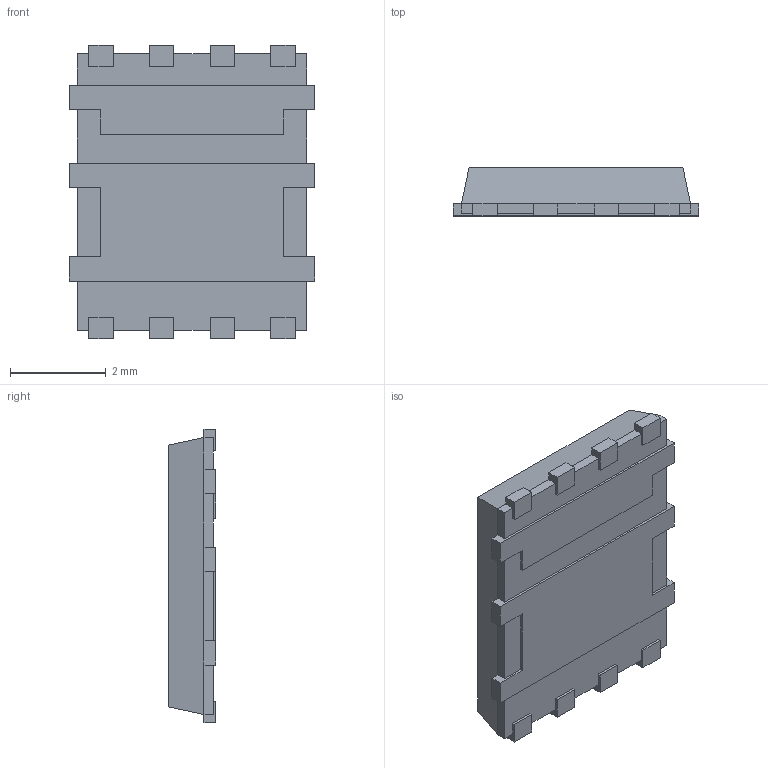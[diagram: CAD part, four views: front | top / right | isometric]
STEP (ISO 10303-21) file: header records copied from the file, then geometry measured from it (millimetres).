
FILE_DESCRIPTION (( 'STEP AP214' ), '1' );
FILE_NAME ('User Library-4902NF.STEP', '2021-01-11T06:42:35', ( '' ), ( '' ), 'SwSTEP 2.0', 'SolidWorks 2020', '' );
FILE_SCHEMA (( 'AUTOMOTIVE_DESIGN' ));
Length unit declared in the file: millimetre
Products named in the file (1): User Library-4902NF
Bounding box: 5.15 x 1 x 6.15 mm (x, y, z)
Volume: 26.3 mm3; surface area: 78.2 mm2
Topology: 1 solids, 1 shells, 237 faces, 625 edges, 406 vertices
Faces by surface type: plane 211, bspline 24, cylinder 2
Entity records: 9122 total; most frequent: CARTESIAN_POINT 3013, ORIENTED_EDGE 1250, DIRECTION 1009, EDGE_CURVE 625, LINE 573, VECTOR 573, VERTEX_POINT 406, EDGE_LOOP 253
